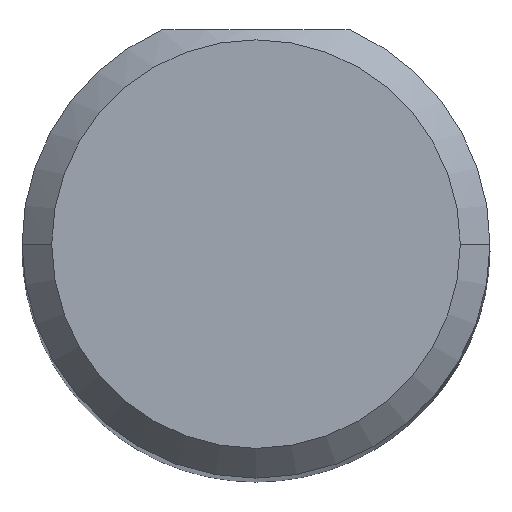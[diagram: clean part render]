
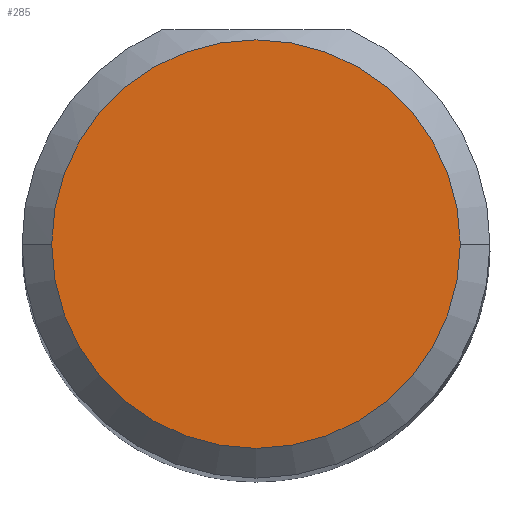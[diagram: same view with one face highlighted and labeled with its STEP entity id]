
A CAD part, top view. The second image highlights one B-rep face of the part: STEP entity #285.
In plain terms, the highlighted planar face has unit normal (0, 0, 1).
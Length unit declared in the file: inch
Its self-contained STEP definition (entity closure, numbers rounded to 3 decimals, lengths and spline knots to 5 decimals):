
#9 = CARTESIAN_POINT ( 'NONE',  ( 0., 0., 2.24409 ) ) ;
#41 = EDGE_CURVE ( 'NONE', #352, #318, #531, .T. ) ;
#50 = CARTESIAN_POINT ( 'NONE',  ( 0.10311, 0., 2.24409 ) ) ;
#99 = EDGE_LOOP ( 'NONE', ( #196, #144 ) ) ;
#144 = ORIENTED_EDGE ( 'NONE', *, *, #393, .T. ) ;
#157 = DIRECTION ( 'NONE',  ( 0., 0., 1. ) ) ;
#179 = CARTESIAN_POINT ( 'NONE',  ( -0.10311, 0., 2.24409 ) ) ;
#185 = DIRECTION ( 'NONE',  ( 1., 0., 0. ) ) ;
#195 = DIRECTION ( 'NONE',  ( 1., 0., 0. ) ) ;
#196 = ORIENTED_EDGE ( 'NONE', *, *, #41, .T. ) ;
#225 = FACE_OUTER_BOUND ( 'NONE', #99, .T. ) ;
#285 = ADVANCED_FACE ( 'NONE', ( #225 ), #300, .T. ) ;
#300 = PLANE ( 'NONE',  #407 ) ;
#306 = DIRECTION ( 'NONE',  ( 1., 0., 0. ) ) ;
#318 = VERTEX_POINT ( 'NONE', #50 ) ;
#352 = VERTEX_POINT ( 'NONE', #179 ) ;
#382 = DIRECTION ( 'NONE',  ( 0., 0., 1. ) ) ;
#387 = DIRECTION ( 'NONE',  ( 0., 0., 1. ) ) ;
#393 = EDGE_CURVE ( 'NONE', #318, #352, #467, .T. ) ;
#407 = AXIS2_PLACEMENT_3D ( 'NONE', #9, #387, #306 ) ;
#454 = AXIS2_PLACEMENT_3D ( 'NONE', #498, #382, #185 ) ;
#467 = CIRCLE ( 'NONE', #454, 0.10311 ) ;
#498 = CARTESIAN_POINT ( 'NONE',  ( 0., 0., 2.24409 ) ) ;
#518 = CARTESIAN_POINT ( 'NONE',  ( 0., 0., 2.24409 ) ) ;
#522 = AXIS2_PLACEMENT_3D ( 'NONE', #518, #157, #195 ) ;
#531 = CIRCLE ( 'NONE', #522, 0.10311 ) ;
